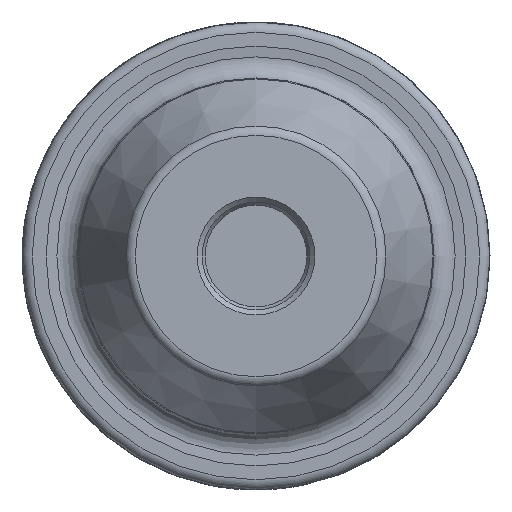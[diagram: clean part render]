
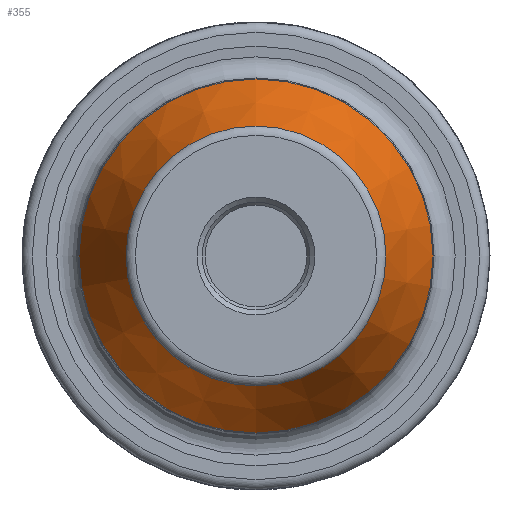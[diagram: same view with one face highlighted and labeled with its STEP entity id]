
A CAD part, left-side view. The second image highlights one B-rep face of the part: STEP entity #355.
In plain terms, the highlighted conical face has half-angle 25 degrees and reference radius 17.401 mm.
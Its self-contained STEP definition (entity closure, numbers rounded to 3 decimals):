
#73=CONICAL_SURFACE('',#1386,17.401,25.);
#286=FACE_BOUND('',#525,.T.);
#287=FACE_BOUND('',#526,.T.);
#355=ADVANCED_FACE('',(#286,#287),#73,.T.);
#525=EDGE_LOOP('',(#735));
#526=EDGE_LOOP('',(#736));
#735=ORIENTED_EDGE('',*,*,#1173,.T.);
#736=ORIENTED_EDGE('',*,*,#1172,.F.);
#1022=VERTEX_POINT('',#2403);
#1023=VERTEX_POINT('',#2406);
#1172=EDGE_CURVE('',#1022,#1022,#1271,.T.);
#1173=EDGE_CURVE('',#1023,#1023,#1272,.T.);
#1271=CIRCLE('',#1383,17.401);
#1272=CIRCLE('',#1385,12.769);
#1383=AXIS2_PLACEMENT_3D('',#2402,#1631,#1632);
#1385=AXIS2_PLACEMENT_3D('',#2405,#1635,#1636);
#1386=AXIS2_PLACEMENT_3D('',#2407,#1637,#1638);
#1631=DIRECTION('',(1.,0.,0.));
#1632=DIRECTION('',(0.,0.,1.));
#1635=DIRECTION('',(1.,0.,0.));
#1636=DIRECTION('',(0.,0.,1.));
#1637=DIRECTION('',(1.,0.,0.));
#1638=DIRECTION('',(0.,0.,-1.));
#2402=CARTESIAN_POINT('',(10.511,0.,0.));
#2403=CARTESIAN_POINT('',(10.511,0.,17.401));
#2405=CARTESIAN_POINT('',(0.577,0.,0.));
#2406=CARTESIAN_POINT('',(0.577,0.,12.769));
#2407=CARTESIAN_POINT('',(10.511,0.,0.));
